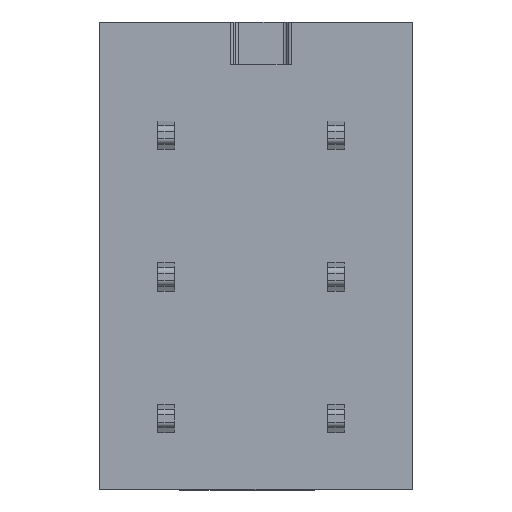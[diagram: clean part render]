
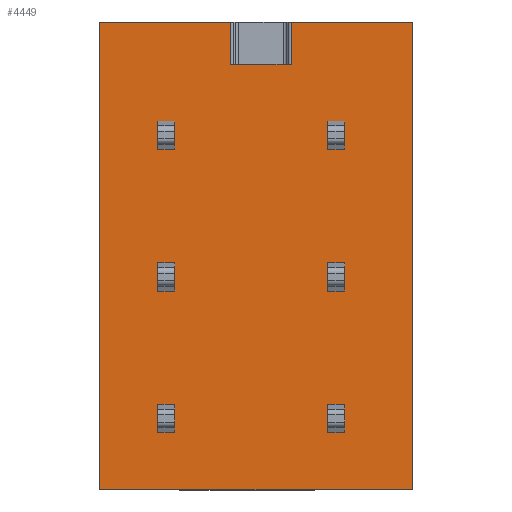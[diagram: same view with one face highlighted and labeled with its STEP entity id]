
A CAD part, top view. The second image highlights one B-rep face of the part: STEP entity #4449.
In plain terms, the highlighted planar face has unit normal (0, 0, 1).
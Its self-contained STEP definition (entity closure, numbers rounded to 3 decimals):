
#203=DIRECTION('',(0.,1.,0.));
#204=VECTOR('',#203,16.5);
#205=CARTESIAN_POINT('',(11.,0.,0.));
#206=LINE('',#205,#204);
#215=DIRECTION('',(0.,-1.,0.));
#216=VECTOR('',#215,1.);
#217=CARTESIAN_POINT('',(8.,13.,0.));
#218=LINE('',#217,#216);
#219=DIRECTION('',(1.,0.,0.));
#220=VECTOR('',#219,0.6);
#221=CARTESIAN_POINT('',(8.,12.,0.));
#222=LINE('',#221,#220);
#223=DIRECTION('',(-1.,0.,0.));
#224=VECTOR('',#223,0.6);
#225=CARTESIAN_POINT('',(8.6,13.,0.));
#226=LINE('',#225,#224);
#227=DIRECTION('',(0.,-1.,0.));
#228=VECTOR('',#227,1.);
#229=CARTESIAN_POINT('',(2.,13.,0.));
#230=LINE('',#229,#228);
#231=DIRECTION('',(1.,0.,0.));
#232=VECTOR('',#231,0.6);
#233=CARTESIAN_POINT('',(2.,12.,0.));
#234=LINE('',#233,#232);
#235=DIRECTION('',(0.,-1.,0.));
#236=VECTOR('',#235,1.);
#237=CARTESIAN_POINT('',(8.,8.,0.));
#238=LINE('',#237,#236);
#239=DIRECTION('',(1.,0.,0.));
#240=VECTOR('',#239,0.6);
#241=CARTESIAN_POINT('',(8.,7.,0.));
#242=LINE('',#241,#240);
#243=DIRECTION('',(-1.,0.,0.));
#244=VECTOR('',#243,0.6);
#245=CARTESIAN_POINT('',(8.6,8.,0.));
#246=LINE('',#245,#244);
#247=DIRECTION('',(0.,-1.,0.));
#248=VECTOR('',#247,1.);
#249=CARTESIAN_POINT('',(2.,8.,0.));
#250=LINE('',#249,#248);
#251=DIRECTION('',(1.,0.,0.));
#252=VECTOR('',#251,0.6);
#253=CARTESIAN_POINT('',(2.,7.,0.));
#254=LINE('',#253,#252);
#255=DIRECTION('',(0.,-1.,0.));
#256=VECTOR('',#255,1.);
#257=CARTESIAN_POINT('',(2.,3.,0.));
#258=LINE('',#257,#256);
#259=DIRECTION('',(1.,0.,0.));
#260=VECTOR('',#259,0.6);
#261=CARTESIAN_POINT('',(2.,2.,0.));
#262=LINE('',#261,#260);
#263=DIRECTION('',(0.,-1.,0.));
#264=VECTOR('',#263,1.);
#265=CARTESIAN_POINT('',(8.,3.,0.));
#266=LINE('',#265,#264);
#267=DIRECTION('',(1.,0.,0.));
#268=VECTOR('',#267,0.6);
#269=CARTESIAN_POINT('',(8.,2.,0.));
#270=LINE('',#269,#268);
#271=DIRECTION('',(-1.,0.,0.));
#272=VECTOR('',#271,0.6);
#273=CARTESIAN_POINT('',(8.6,3.,0.));
#274=LINE('',#273,#272);
#275=DIRECTION('',(-1.,0.,0.));
#276=VECTOR('',#275,11.05);
#277=CARTESIAN_POINT('',(11.,0.,0.));
#278=LINE('',#277,#276);
#319=DIRECTION('',(0.,-1.,0.));
#320=VECTOR('',#319,1.);
#321=CARTESIAN_POINT('',(8.6,13.,0.));
#322=LINE('',#321,#320);
#427=DIRECTION('',(1.,0.,0.));
#428=VECTOR('',#427,0.6);
#429=CARTESIAN_POINT('',(2.,13.,0.));
#430=LINE('',#429,#428);
#435=DIRECTION('',(0.,-1.,0.));
#436=VECTOR('',#435,1.);
#437=CARTESIAN_POINT('',(2.6,13.,0.));
#438=LINE('',#437,#436);
#555=DIRECTION('',(0.,-1.,0.));
#556=VECTOR('',#555,1.);
#557=CARTESIAN_POINT('',(8.6,8.,0.));
#558=LINE('',#557,#556);
#663=DIRECTION('',(1.,0.,0.));
#664=VECTOR('',#663,0.6);
#665=CARTESIAN_POINT('',(2.,8.,0.));
#666=LINE('',#665,#664);
#671=DIRECTION('',(0.,-1.,0.));
#672=VECTOR('',#671,1.);
#673=CARTESIAN_POINT('',(2.6,8.,0.));
#674=LINE('',#673,#672);
#783=DIRECTION('',(1.,0.,0.));
#784=VECTOR('',#783,0.6);
#785=CARTESIAN_POINT('',(2.,3.,0.));
#786=LINE('',#785,#784);
#791=DIRECTION('',(0.,-1.,0.));
#792=VECTOR('',#791,1.);
#793=CARTESIAN_POINT('',(2.6,3.,0.));
#794=LINE('',#793,#792);
#911=DIRECTION('',(0.,-1.,0.));
#912=VECTOR('',#911,1.);
#913=CARTESIAN_POINT('',(8.6,3.,0.));
#914=LINE('',#913,#912);
#1019=DIRECTION('',(-1.,0.,0.));
#1020=VECTOR('',#1019,2.124);
#1021=CARTESIAN_POINT('',(6.712,15.,0.));
#1022=LINE('',#1021,#1020);
#1043=DIRECTION('',(0.,1.,0.));
#1044=VECTOR('',#1043,1.5);
#1045=CARTESIAN_POINT('',(4.588,15.,0.));
#1046=LINE('',#1045,#1044);
#1052=DIRECTION('',(-1.,0.,0.));
#1053=VECTOR('',#1052,4.638);
#1054=CARTESIAN_POINT('',(4.588,16.5,0.));
#1055=LINE('',#1054,#1053);
#1142=DIRECTION('',(-1.,0.,0.));
#1143=VECTOR('',#1142,4.288);
#1144=CARTESIAN_POINT('',(11.,16.5,0.));
#1145=LINE('',#1144,#1143);
#1301=DIRECTION('',(0.,-1.,0.));
#1302=VECTOR('',#1301,16.5);
#1303=CARTESIAN_POINT('',(-0.05,16.5,0.));
#1304=LINE('',#1303,#1302);
#2729=DIRECTION('',(0.,-1.,0.));
#2730=VECTOR('',#2729,1.5);
#2731=CARTESIAN_POINT('',(6.712,16.5,0.));
#2732=LINE('',#2731,#2730);
#3137=CARTESIAN_POINT('',(-0.05,0.,0.));
#3138=VERTEX_POINT('',#3137);
#3139=CARTESIAN_POINT('',(11.,0.,0.));
#3140=VERTEX_POINT('',#3139);
#3253=CARTESIAN_POINT('',(2.,3.,0.));
#3254=CARTESIAN_POINT('',(2.,2.,0.));
#3255=VERTEX_POINT('',#3253);
#3256=VERTEX_POINT('',#3254);
#3257=CARTESIAN_POINT('',(2.6,2.,0.));
#3258=VERTEX_POINT('',#3257);
#3259=CARTESIAN_POINT('',(2.6,3.,0.));
#3260=VERTEX_POINT('',#3259);
#3261=CARTESIAN_POINT('',(8.,3.,0.));
#3262=CARTESIAN_POINT('',(8.,2.,0.));
#3263=VERTEX_POINT('',#3261);
#3264=VERTEX_POINT('',#3262);
#3265=CARTESIAN_POINT('',(8.6,2.,0.));
#3266=VERTEX_POINT('',#3265);
#3267=CARTESIAN_POINT('',(8.6,3.,0.));
#3268=VERTEX_POINT('',#3267);
#3355=CARTESIAN_POINT('',(4.588,16.5,0.));
#3357=VERTEX_POINT('',#3355);
#3358=CARTESIAN_POINT('',(-0.05,16.5,0.));
#3359=VERTEX_POINT('',#3358);
#3398=CARTESIAN_POINT('',(11.,16.5,0.));
#3399=VERTEX_POINT('',#3398);
#3400=CARTESIAN_POINT('',(6.712,16.5,0.));
#3401=VERTEX_POINT('',#3400);
#3558=CARTESIAN_POINT('',(4.588,15.,0.));
#3559=VERTEX_POINT('',#3558);
#3570=CARTESIAN_POINT('',(6.712,15.,0.));
#3571=VERTEX_POINT('',#3570);
#3686=CARTESIAN_POINT('',(2.,8.,0.));
#3687=CARTESIAN_POINT('',(2.,7.,0.));
#3688=VERTEX_POINT('',#3686);
#3689=VERTEX_POINT('',#3687);
#3690=CARTESIAN_POINT('',(2.6,7.,0.));
#3691=VERTEX_POINT('',#3690);
#3692=CARTESIAN_POINT('',(2.6,8.,0.));
#3693=VERTEX_POINT('',#3692);
#3694=CARTESIAN_POINT('',(8.,8.,0.));
#3695=CARTESIAN_POINT('',(8.,7.,0.));
#3696=VERTEX_POINT('',#3694);
#3697=VERTEX_POINT('',#3695);
#3698=CARTESIAN_POINT('',(8.6,7.,0.));
#3699=VERTEX_POINT('',#3698);
#3700=CARTESIAN_POINT('',(8.6,8.,0.));
#3701=VERTEX_POINT('',#3700);
#3897=CARTESIAN_POINT('',(2.,13.,0.));
#3898=CARTESIAN_POINT('',(2.,12.,0.));
#3899=VERTEX_POINT('',#3897);
#3900=VERTEX_POINT('',#3898);
#3901=CARTESIAN_POINT('',(2.6,12.,0.));
#3902=VERTEX_POINT('',#3901);
#3903=CARTESIAN_POINT('',(2.6,13.,0.));
#3904=VERTEX_POINT('',#3903);
#3905=CARTESIAN_POINT('',(8.,13.,0.));
#3906=CARTESIAN_POINT('',(8.,12.,0.));
#3907=VERTEX_POINT('',#3905);
#3908=VERTEX_POINT('',#3906);
#3909=CARTESIAN_POINT('',(8.6,12.,0.));
#3910=VERTEX_POINT('',#3909);
#3911=CARTESIAN_POINT('',(8.6,13.,0.));
#3912=VERTEX_POINT('',#3911);
#4367=CARTESIAN_POINT('',(0.,0.,0.));
#4368=DIRECTION('',(0.,0.,1.));
#4369=DIRECTION('',(1.,0.,0.));
#4370=AXIS2_PLACEMENT_3D('',#4367,#4368,#4369);
#4371=PLANE('',#4370);
#4373=ORIENTED_EDGE('',*,*,#4372,.F.);
#4375=ORIENTED_EDGE('',*,*,#4374,.F.);
#4377=ORIENTED_EDGE('',*,*,#4376,.F.);
#4378=ORIENTED_EDGE('',*,*,#4357,.F.);
#4380=ORIENTED_EDGE('',*,*,#4379,.T.);
#4382=ORIENTED_EDGE('',*,*,#4381,.F.);
#4384=ORIENTED_EDGE('',*,*,#4383,.F.);
#4386=ORIENTED_EDGE('',*,*,#4385,.F.);
#4387=EDGE_LOOP('',(#4373,#4375,#4377,#4378,#4380,#4382,#4384,#4386));
#4388=FACE_OUTER_BOUND('',#4387,.F.);
#4390=ORIENTED_EDGE('',*,*,#4389,.T.);
#4392=ORIENTED_EDGE('',*,*,#4391,.T.);
#4394=ORIENTED_EDGE('',*,*,#4393,.F.);
#4396=ORIENTED_EDGE('',*,*,#4395,.F.);
#4397=EDGE_LOOP('',(#4390,#4392,#4394,#4396));
#4398=FACE_BOUND('',#4397,.F.);
#4400=ORIENTED_EDGE('',*,*,#4399,.T.);
#4402=ORIENTED_EDGE('',*,*,#4401,.T.);
#4404=ORIENTED_EDGE('',*,*,#4403,.F.);
#4406=ORIENTED_EDGE('',*,*,#4405,.T.);
#4407=EDGE_LOOP('',(#4400,#4402,#4404,#4406));
#4408=FACE_BOUND('',#4407,.F.);
#4410=ORIENTED_EDGE('',*,*,#4409,.T.);
#4412=ORIENTED_EDGE('',*,*,#4411,.T.);
#4414=ORIENTED_EDGE('',*,*,#4413,.F.);
#4416=ORIENTED_EDGE('',*,*,#4415,.F.);
#4417=EDGE_LOOP('',(#4410,#4412,#4414,#4416));
#4418=FACE_BOUND('',#4417,.F.);
#4420=ORIENTED_EDGE('',*,*,#4419,.T.);
#4422=ORIENTED_EDGE('',*,*,#4421,.T.);
#4424=ORIENTED_EDGE('',*,*,#4423,.F.);
#4426=ORIENTED_EDGE('',*,*,#4425,.F.);
#4427=EDGE_LOOP('',(#4420,#4422,#4424,#4426));
#4428=FACE_BOUND('',#4427,.F.);
#4430=ORIENTED_EDGE('',*,*,#4429,.T.);
#4432=ORIENTED_EDGE('',*,*,#4431,.T.);
#4434=ORIENTED_EDGE('',*,*,#4433,.F.);
#4436=ORIENTED_EDGE('',*,*,#4435,.T.);
#4437=EDGE_LOOP('',(#4430,#4432,#4434,#4436));
#4438=FACE_BOUND('',#4437,.F.);
#4440=ORIENTED_EDGE('',*,*,#4439,.T.);
#4442=ORIENTED_EDGE('',*,*,#4441,.T.);
#4444=ORIENTED_EDGE('',*,*,#4443,.F.);
#4446=ORIENTED_EDGE('',*,*,#4445,.T.);
#4447=EDGE_LOOP('',(#4440,#4442,#4444,#4446));
#4448=FACE_BOUND('',#4447,.F.);
#4357=EDGE_CURVE('',#3140,#3399,#206,.T.);
#4372=EDGE_CURVE('',#3571,#3559,#1022,.T.);
#4374=EDGE_CURVE('',#3401,#3571,#2732,.T.);
#4376=EDGE_CURVE('',#3399,#3401,#1145,.T.);
#4379=EDGE_CURVE('',#3140,#3138,#278,.T.);
#4381=EDGE_CURVE('',#3359,#3138,#1304,.T.);
#4383=EDGE_CURVE('',#3357,#3359,#1055,.T.);
#4385=EDGE_CURVE('',#3559,#3357,#1046,.T.);
#4389=EDGE_CURVE('',#3899,#3900,#230,.T.);
#4391=EDGE_CURVE('',#3900,#3902,#234,.T.);
#4393=EDGE_CURVE('',#3904,#3902,#438,.T.);
#4395=EDGE_CURVE('',#3899,#3904,#430,.T.);
#4399=EDGE_CURVE('',#3696,#3697,#238,.T.);
#4401=EDGE_CURVE('',#3697,#3699,#242,.T.);
#4403=EDGE_CURVE('',#3701,#3699,#558,.T.);
#4405=EDGE_CURVE('',#3701,#3696,#246,.T.);
#4409=EDGE_CURVE('',#3688,#3689,#250,.T.);
#4411=EDGE_CURVE('',#3689,#3691,#254,.T.);
#4413=EDGE_CURVE('',#3693,#3691,#674,.T.);
#4415=EDGE_CURVE('',#3688,#3693,#666,.T.);
#4419=EDGE_CURVE('',#3255,#3256,#258,.T.);
#4421=EDGE_CURVE('',#3256,#3258,#262,.T.);
#4423=EDGE_CURVE('',#3260,#3258,#794,.T.);
#4425=EDGE_CURVE('',#3255,#3260,#786,.T.);
#4429=EDGE_CURVE('',#3263,#3264,#266,.T.);
#4431=EDGE_CURVE('',#3264,#3266,#270,.T.);
#4433=EDGE_CURVE('',#3268,#3266,#914,.T.);
#4435=EDGE_CURVE('',#3268,#3263,#274,.T.);
#4439=EDGE_CURVE('',#3907,#3908,#218,.T.);
#4441=EDGE_CURVE('',#3908,#3910,#222,.T.);
#4443=EDGE_CURVE('',#3912,#3910,#322,.T.);
#4445=EDGE_CURVE('',#3912,#3907,#226,.T.);
#4449=ADVANCED_FACE('',(#4388,#4398,#4408,#4418,#4428,#4438,#4448),#4371,.T.);
